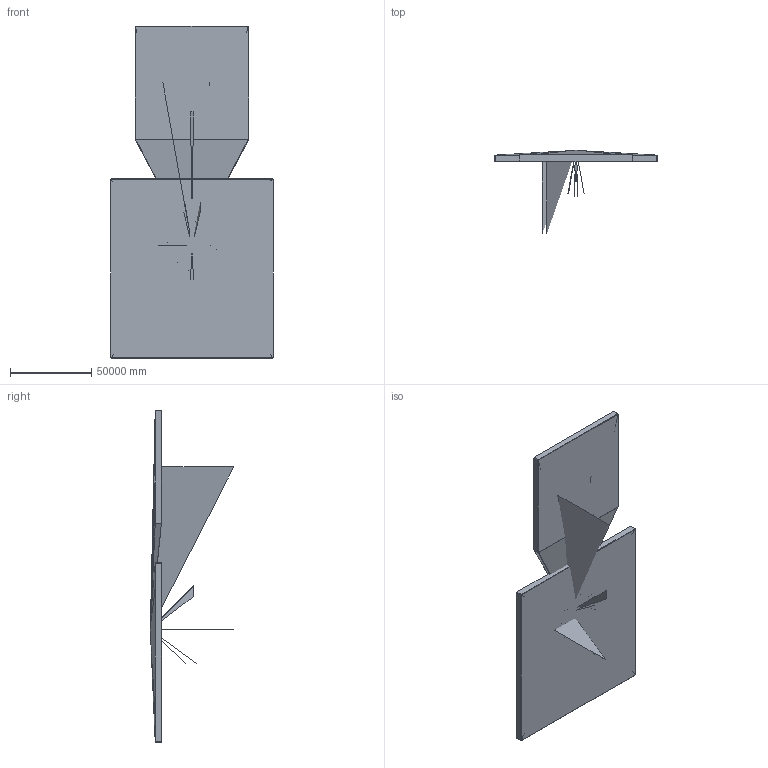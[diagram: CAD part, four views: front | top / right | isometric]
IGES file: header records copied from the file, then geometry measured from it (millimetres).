
Start section: C
Global section: file name: MHRQ1.igs; native system: By Siemens PLM Incorporated; preprocessor: XPlus GENERIC/IGES 18.0.17; author: Author; organization: Title; date: 20160429.144254; units: millimetre
Bounding box: 100000 x 51221.26 x 204000 mm (x, y, z)
Volume: 87130.9 mm3; surface area: 45579 mm2
Topology: 2 solids, 8 shells, 152 faces, 472 edges, 340 vertices
Faces by surface type: bspline 152
